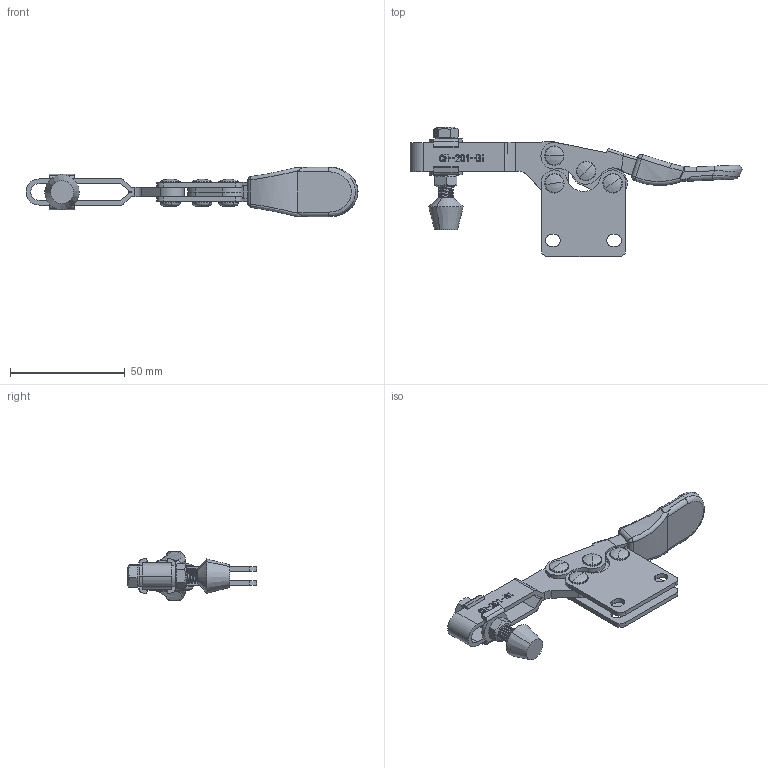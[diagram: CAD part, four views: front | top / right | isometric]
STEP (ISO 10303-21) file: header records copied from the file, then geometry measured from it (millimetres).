
FILE_DESCRIPTION (( 'STEP AP203' ), '1' );
FILE_NAME ('CH-201-BI.STEP', '2017-11-11T03:25:20', ( 'Windows' ), ( 'Microsoft' ), 'SwSTEP 2.0', 'SolidWorks 2015', '' );
FILE_SCHEMA (( 'CONFIG_CONTROL_DESIGN' ));
Length unit declared in the file: millimetre
Products named in the file (11): CH-201-BI揤參; 201-B-03; CH-201-BI眻菁釱; 201-B-05; CH-201-BI; 201-B; 201-B-04; 201-B-06; FW140; 14134-02; 14134
Assembly tree (17 placements, depth 3):
  CH-201-BI
    201-B
      201-B-03
      201-B-05
    201-B-04  x2
    201-B-06  x4
    FW140  x2
    14134-02  x2
    14134
    CH-201-BI揤參
    CH-201-BI眻菁釱  x2
Bounding box: 144.61 x 56.21 x 21.5 mm (x, y, z)
Volume: 21580.9 mm3; surface area: 24332.1 mm2
Topology: 16 solids, 18 shells, 784 faces, 2070 edges, 1348 vertices
Faces by surface type: plane 281, cylinder 231, bspline 195, torus 34, cone 33, sphere 10
Entity records: 31689 total; most frequent: CARTESIAN_POINT 16017, ORIENTED_EDGE 3414, DIRECTION 2290, EDGE_CURVE 1707, VERTEX_POINT 1122, VECTOR 890, LINE 890, AXIS2_PLACEMENT_3D 700
